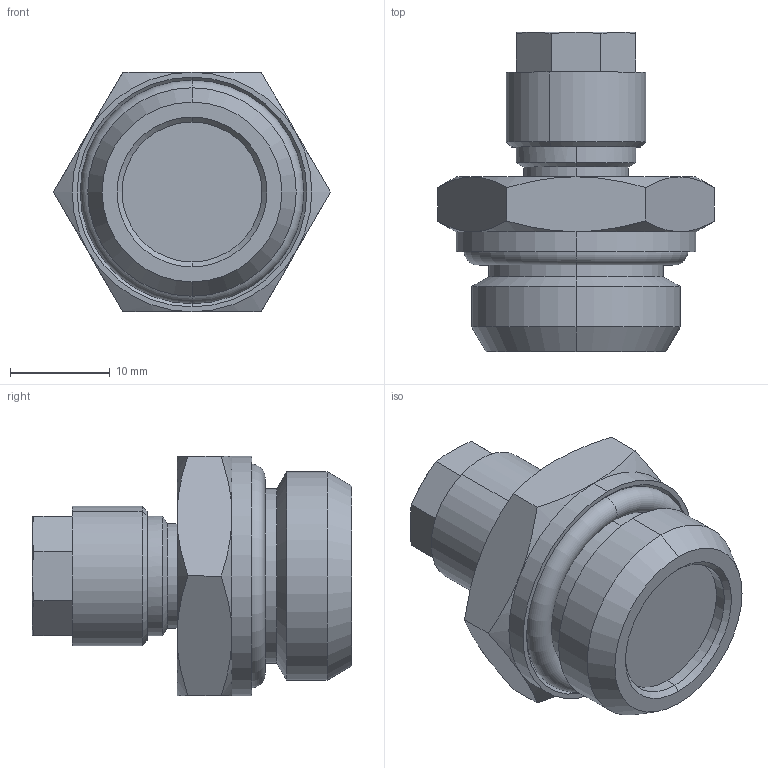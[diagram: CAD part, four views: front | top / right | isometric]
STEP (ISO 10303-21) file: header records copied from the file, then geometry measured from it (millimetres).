
FILE_DESCRIPTION (( 'STEP AP214' ), '1' );
FILE_NAME ('0102000010.step', '2012-09-28T13:18:17', ( '' ), ( '' ), 'SwSTEP 2.0', 'SolidWorks 2012', '' );
FILE_SCHEMA (( 'AUTOMOTIVE_DESIGN' ));
Length unit declared in the file: millimetre
Products named in the file (1): 0102000010
Bounding box: 27.71 x 32 x 24 mm (x, y, z)
Volume: 8368.2 mm3; surface area: 3296.8 mm2
Topology: 1 solids, 2 shells, 84 faces, 178 edges, 103 vertices
Faces by surface type: cone 35, plane 23, cylinder 18, torus 8
Entity records: 2707 total; most frequent: CARTESIAN_POINT 558, DIRECTION 391, ORIENTED_EDGE 356, EDGE_CURVE 178, AXIS2_PLACEMENT_3D 168, VERTEX_POINT 103, EDGE_LOOP 91, FACE_OUTER_BOUND 84
